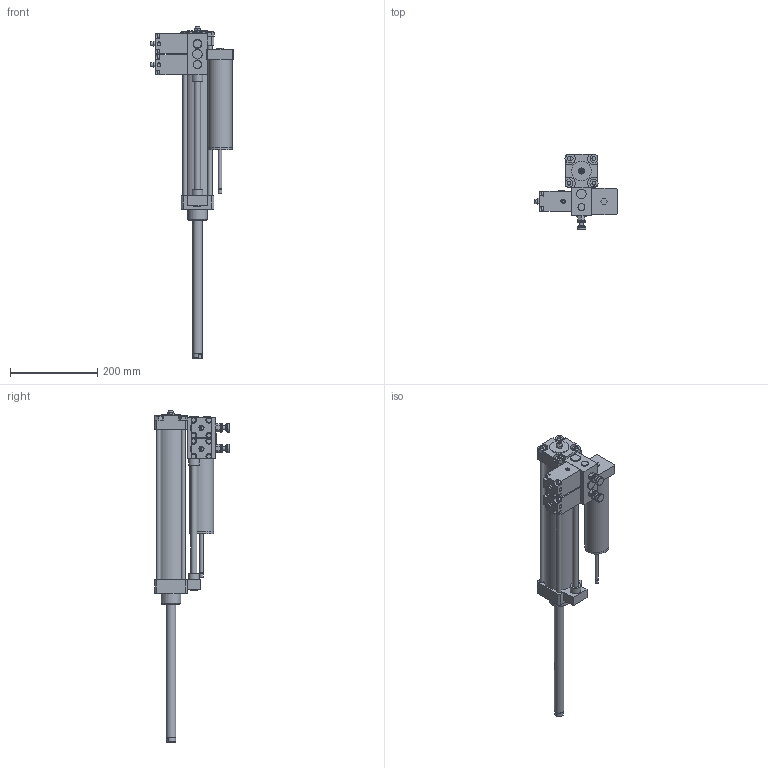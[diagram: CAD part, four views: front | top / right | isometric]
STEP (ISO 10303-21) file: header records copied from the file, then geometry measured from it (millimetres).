
FILE_DESCRIPTION((''),'2;1');
FILE_NAME('1400_63_0300_03_04.iam.stp','2009-04-23T12:05:18',(''),(''),'Autodesk Inventor 2009','Autodesk Inventor 2009','');
FILE_SCHEMA(('AUTOMOTIVE_DESIGN { 1 0 10303 214 1 1 1 1 }'));
Length unit declared in the file: millimetre
Products named in the file (8): 1400_63_0300_03_04; 1400630300; STELO 63 C300; CORPO DR 63 C300; REGOLATORE 63 DR1; REGOLATORE 63 DR2; VAL SK NA DX 63 03-04; VAL SK NA SX 63 03-04
Assembly tree (7 placements, depth 2):
  1400_63_0300_03_04
    1400630300
    STELO 63 C300
    CORPO DR 63 C300
    REGOLATORE 63 DR1
    REGOLATORE 63 DR2
    VAL SK NA DX 63 03-04
    VAL SK NA SX 63 03-04
Bounding box: 188 x 172.56 x 759 mm (x, y, z)
Volume: 3101991.2 mm3; surface area: 325286.2 mm2
Topology: 7 solids, 7 shells, 370 faces, 871 edges, 563 vertices
Faces by surface type: plane 240, cylinder 64, bspline 37, cone 29
Full cylindrical faces by diameter (mm): 2 x3, 8 x2, 9 x2, 10 x16, 14 x3, 16 x2, 20 x4, 21.7 x1, 22 x4, 24 x2, 45 x2, 54.9 x1, 55 x1, 68 x1
Entity records: 10882 total; most frequent: CARTESIAN_POINT 2312, DIRECTION 1636, ORIENTED_EDGE 1542, EDGE_CURVE 771, AXIS2_PLACEMENT_3D 579, VERTEX_POINT 545, EDGE_LOOP 508, VECTOR 478
